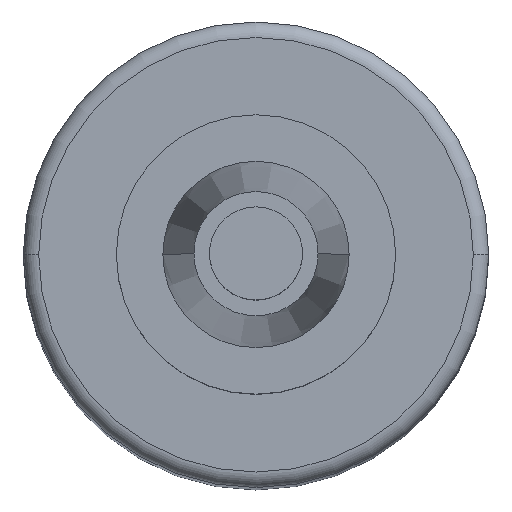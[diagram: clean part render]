
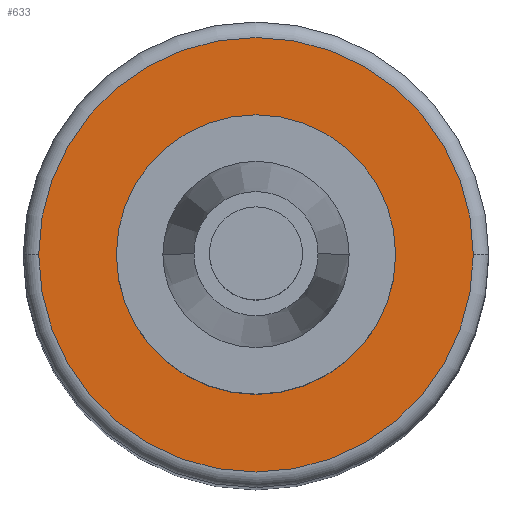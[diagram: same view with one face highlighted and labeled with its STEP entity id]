
A CAD part, top view. The second image highlights one B-rep face of the part: STEP entity #633.
In plain terms, the highlighted planar face has unit normal (0, 0, 1).
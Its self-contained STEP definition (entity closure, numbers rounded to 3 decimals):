
#57=CARTESIAN_POINT('',(0.,0.,0.));
#58=DIRECTION('',(0.,0.,1.));
#59=DIRECTION('',(-1.,0.,0.));
#60=AXIS2_PLACEMENT_3D('',#57,#58,#59);
#66=CARTESIAN_POINT('',(0.,0.,0.));
#67=DIRECTION('',(0.,0.,1.));
#68=DIRECTION('',(1.,0.,0.));
#69=AXIS2_PLACEMENT_3D('',#66,#67,#68);
#74=CARTESIAN_POINT('',(0.,0.,0.));
#75=DIRECTION('',(0.,0.,1.));
#76=DIRECTION('',(1.,0.,0.));
#77=AXIS2_PLACEMENT_3D('',#74,#75,#76);
#82=CARTESIAN_POINT('',(0.,0.,0.));
#83=DIRECTION('',(0.,0.,1.));
#84=DIRECTION('',(-1.,0.,0.));
#85=AXIS2_PLACEMENT_3D('',#82,#83,#84);
#560=CARTESIAN_POINT('',(-14.,0.,0.));
#561=CARTESIAN_POINT('',(14.,0.,0.));
#562=VERTEX_POINT('',#560);
#563=VERTEX_POINT('',#561);
#604=CARTESIAN_POINT('',(9.,0.,0.));
#605=CARTESIAN_POINT('',(-9.,0.,0.));
#606=VERTEX_POINT('',#604);
#607=VERTEX_POINT('',#605);
#616=CARTESIAN_POINT('',(0.,0.,0.));
#617=DIRECTION('',(0.,0.,1.));
#618=DIRECTION('',(1.,0.,0.));
#619=AXIS2_PLACEMENT_3D('',#616,#617,#618);
#620=PLANE('',#619);
#622=ORIENTED_EDGE('',*,*,#621,.F.);
#624=ORIENTED_EDGE('',*,*,#623,.F.);
#625=EDGE_LOOP('',(#622,#624));
#626=FACE_OUTER_BOUND('',#625,.F.);
#628=ORIENTED_EDGE('',*,*,#627,.T.);
#630=ORIENTED_EDGE('',*,*,#629,.T.);
#631=EDGE_LOOP('',(#628,#630));
#632=FACE_BOUND('',#631,.F.);
#633=ADVANCED_FACE('',(#626,#632),#620,.T.);
#61=CIRCLE('',#60,14.);
#70=CIRCLE('',#69,14.);
#78=CIRCLE('',#77,9.);
#86=CIRCLE('',#85,9.);
#621=EDGE_CURVE('',#562,#563,#61,.T.);
#623=EDGE_CURVE('',#563,#562,#70,.T.);
#627=EDGE_CURVE('',#606,#607,#78,.T.);
#629=EDGE_CURVE('',#607,#606,#86,.T.);
